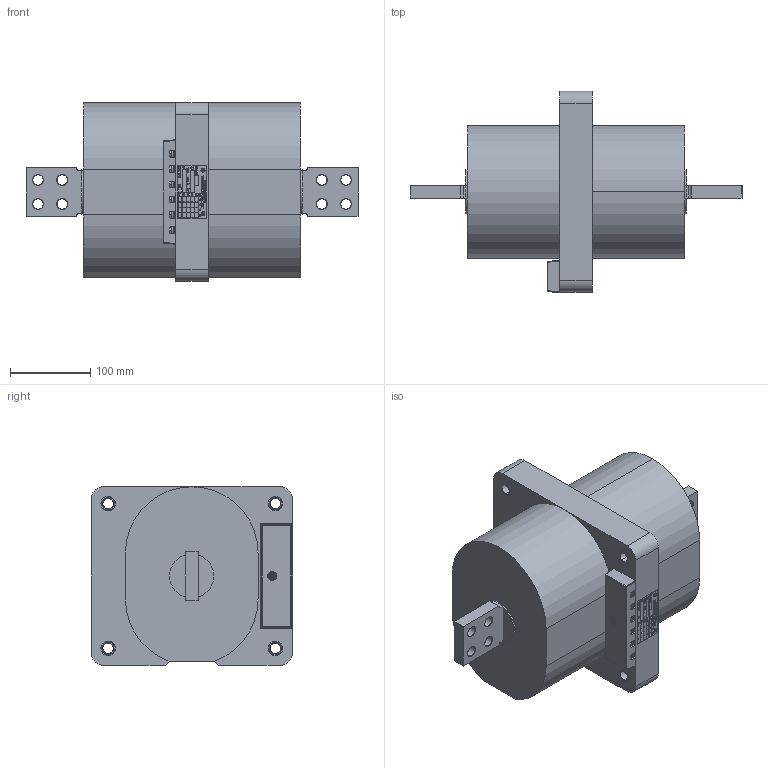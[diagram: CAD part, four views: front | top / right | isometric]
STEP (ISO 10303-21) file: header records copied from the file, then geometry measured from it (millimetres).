
FILE_DESCRIPTION (( 'STEP AP214' ), '1' );
FILE_NAME ('ﾒﾋﾊ-ﾑﾒ-10-ﾒﾏﾊ2 (1000ﾀ-2000ﾀ).STEP', '2023-06-14T09:28:53', ( '' ), ( '' ), 'SwSTEP 2.0', 'SolidWorks 2014', '' );
FILE_SCHEMA (( 'AUTOMOTIVE_DESIGN' ));
Length unit declared in the file: millimetre
Products named in the file (48): plain washer grade c_din; ﾒﾋﾊ-ﾑﾒ-10-ﾒﾏﾊ2 (1000ﾀ-2000ﾀ); hex screw gradec_din; ÂÅÈÓ.754312.168 Òàáëè÷êà òåõíè÷åñêèõ äàííûõ ÒËÊ-ÑÒ__-00; 屡扔.685528.004 罔磬 磬觐礤黜桕郷_-01; curved spring lock washer_din; ﾏﾔ8.906.037 粨炅 ﾌ4; 屡扔.735314.004 署赅; 屡扔.685528.004 罔磬 磬觐礤黜桕郷; hex screw gradec_din_ISO 4018 - M6 x 12-NN; curved spring lock washer_din_Spring washer DIN 128 - A6; ÂÅÈÓ.758472.007-01 Ãàéêà; plain washer grade c_din_Washer DIN 126 - 6.6; ÂÅÈÓ.671224.304-01-01ÑÁ_3å ®¡¬; 屡扔.758472.014; Êîðïóñ ÒÏÊ-10-2_3å ®¡¬®â; 屡扔.713174.003 买箅赅_-01; Êîðïóñ ÒÏÊ-10-2; 屡扔.713174.003 买箅赅; ÂÅÈÓ.754312.168 Òàáëè÷êà òåõíè÷åñêèõ äàííûõ ÒËÊ-ÑÒ_
Assembly tree (36 placements, depth 3):
  plain washer grade c_din
  ﾒﾋﾊ-ﾑﾒ-10-ﾒﾏﾊ2 (1000ﾀ-2000ﾀ)
    ÂÅÈÓ.671224.304-01-01ÑÁ_3å ®¡¬
      屡扔.713174.003 买箅赅_-01  x4
      Êîðïóñ ÒÏÊ-10-2_3å ®¡¬®â
      ÂÅÈÓ.758472.007-01 Ãàéêà  x6
      屡扔.758472.014
    plain washer grade c_din_Washer DIN 126 - 6.6  x6
    curved spring lock washer_din_Spring washer DIN 128 - A6  x6
    hex screw gradec_din_ISO 4018 - M6 x 12-NN  x6
    屡扔.735314.004 署赅
    ﾏﾔ8.906.037 粨炅 ﾌ4
    屡扔.685528.004 罔磬 磬觐礤黜桕郷_-01  x2
    ÂÅÈÓ.754312.168 Òàáëè÷êà òåõíè÷åñêèõ äàííûõ ÒËÊ-ÑÒ__-00
  hex screw gradec_din
  plain washer grade c_din
  curved spring lock washer_din
Bounding box: 413 x 250.6 x 222 mm (x, y, z)
Volume: 9450411.3 mm3; surface area: 395035.1 mm2
Topology: 35 solids, 35 shells, 2982 faces, 7678 edges, 5014 vertices
Faces by surface type: plane 1665, bspline 786, cylinder 295, cone 198, torus 34, sphere 4
Entity records: 134079 total; most frequent: CARTESIAN_POINT 55875, ORIENTED_EDGE 13312, DIRECTION 9007, EDGE_CURVE 6656, VECTOR 4613, LINE 4613, VERTEX_POINT 4405, EDGE_LOOP 2835
